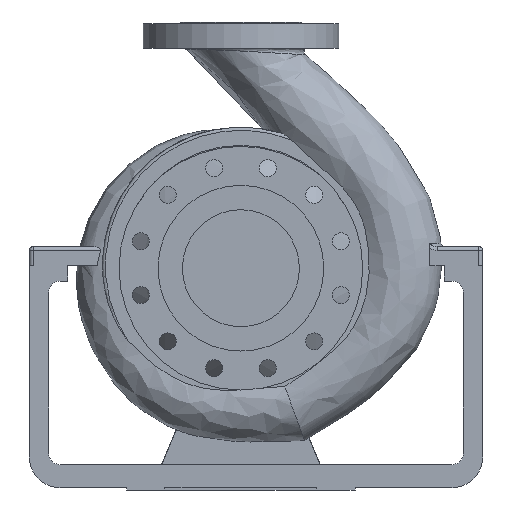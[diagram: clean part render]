
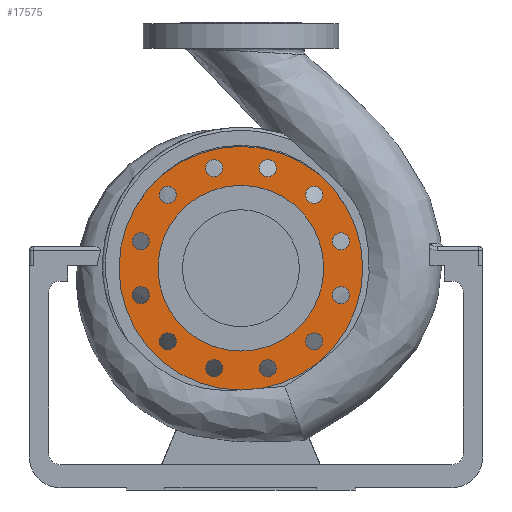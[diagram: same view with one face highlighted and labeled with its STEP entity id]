
A CAD part, front view. The second image highlights one B-rep face of the part: STEP entity #17575.
In plain terms, the highlighted planar face has unit normal (0, -1, 0).
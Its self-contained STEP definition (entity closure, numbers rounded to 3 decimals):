
#689=CIRCLE('',#18376,11.113);
#690=CIRCLE('',#18377,11.113);
#691=CIRCLE('',#18378,11.113);
#692=CIRCLE('',#18379,11.113);
#693=CIRCLE('',#18380,11.113);
#694=CIRCLE('',#18381,11.113);
#695=CIRCLE('',#18382,158.75);
#696=CIRCLE('',#18383,107.95);
#697=CIRCLE('',#18384,11.113);
#698=CIRCLE('',#18385,11.113);
#699=CIRCLE('',#18386,11.113);
#700=CIRCLE('',#18387,11.113);
#701=CIRCLE('',#18388,11.113);
#702=CIRCLE('',#18389,11.113);
#1650=ORIENTED_EDGE('',*,*,#5370,.T.);
#1651=ORIENTED_EDGE('',*,*,#5371,.T.);
#1652=ORIENTED_EDGE('',*,*,#5372,.T.);
#1653=ORIENTED_EDGE('',*,*,#5373,.T.);
#1654=ORIENTED_EDGE('',*,*,#5374,.T.);
#1655=ORIENTED_EDGE('',*,*,#5375,.T.);
#1656=ORIENTED_EDGE('',*,*,#5376,.T.);
#1657=ORIENTED_EDGE('',*,*,#5377,.F.);
#1658=ORIENTED_EDGE('',*,*,#5378,.T.);
#1659=ORIENTED_EDGE('',*,*,#5379,.T.);
#1660=ORIENTED_EDGE('',*,*,#5380,.T.);
#1661=ORIENTED_EDGE('',*,*,#5381,.T.);
#1662=ORIENTED_EDGE('',*,*,#5382,.T.);
#1663=ORIENTED_EDGE('',*,*,#5383,.T.);
#5370=EDGE_CURVE('',#7230,#7230,#689,.T.);
#5371=EDGE_CURVE('',#7231,#7231,#690,.T.);
#5372=EDGE_CURVE('',#7232,#7232,#691,.T.);
#5373=EDGE_CURVE('',#7233,#7233,#692,.T.);
#5374=EDGE_CURVE('',#7234,#7234,#693,.T.);
#5375=EDGE_CURVE('',#7235,#7235,#694,.T.);
#5376=EDGE_CURVE('',#7236,#7236,#695,.T.);
#5377=EDGE_CURVE('',#7237,#7237,#696,.T.);
#5378=EDGE_CURVE('',#7238,#7238,#697,.T.);
#5379=EDGE_CURVE('',#7239,#7239,#698,.T.);
#5380=EDGE_CURVE('',#7240,#7240,#699,.T.);
#5381=EDGE_CURVE('',#7241,#7241,#700,.T.);
#5382=EDGE_CURVE('',#7242,#7242,#701,.T.);
#5383=EDGE_CURVE('',#7243,#7243,#702,.T.);
#7230=VERTEX_POINT('',#23086);
#7231=VERTEX_POINT('',#23088);
#7232=VERTEX_POINT('',#23090);
#7233=VERTEX_POINT('',#23092);
#7234=VERTEX_POINT('',#23094);
#7235=VERTEX_POINT('',#23096);
#7236=VERTEX_POINT('',#23098);
#7237=VERTEX_POINT('',#23100);
#7238=VERTEX_POINT('',#23102);
#7239=VERTEX_POINT('',#23104);
#7240=VERTEX_POINT('',#23106);
#7241=VERTEX_POINT('',#23108);
#7242=VERTEX_POINT('',#23110);
#7243=VERTEX_POINT('',#23112);
#9903=EDGE_LOOP('',(#1650));
#9904=EDGE_LOOP('',(#1651));
#9905=EDGE_LOOP('',(#1652));
#9906=EDGE_LOOP('',(#1653));
#9907=EDGE_LOOP('',(#1654));
#9908=EDGE_LOOP('',(#1655));
#9909=EDGE_LOOP('',(#1656));
#9910=EDGE_LOOP('',(#1657));
#9911=EDGE_LOOP('',(#1658));
#9912=EDGE_LOOP('',(#1659));
#9913=EDGE_LOOP('',(#1660));
#9914=EDGE_LOOP('',(#1661));
#9915=EDGE_LOOP('',(#1662));
#9916=EDGE_LOOP('',(#1663));
#10822=FACE_BOUND('',#9903,.T.);
#10823=FACE_BOUND('',#9904,.T.);
#10824=FACE_BOUND('',#9905,.T.);
#10825=FACE_BOUND('',#9906,.T.);
#10826=FACE_BOUND('',#9907,.T.);
#10827=FACE_BOUND('',#9908,.T.);
#10828=FACE_BOUND('',#9909,.T.);
#10829=FACE_BOUND('',#9910,.T.);
#10830=FACE_BOUND('',#9911,.T.);
#10831=FACE_BOUND('',#9912,.T.);
#10832=FACE_BOUND('',#9913,.T.);
#10833=FACE_BOUND('',#9914,.T.);
#10834=FACE_BOUND('',#9915,.T.);
#10835=FACE_BOUND('',#9916,.T.);
#11741=PLANE('',#18375);
#17575=ADVANCED_FACE('',(#10822,#10823,#10824,#10825,#10826,#10827,#10828,
#10829,#10830,#10831,#10832,#10833,#10834,#10835),#11741,.T.);
#18375=AXIS2_PLACEMENT_3D('',#23084,#19628,#19629);
#18376=AXIS2_PLACEMENT_3D('',#23085,#19630,#19631);
#18377=AXIS2_PLACEMENT_3D('',#23087,#19632,#19633);
#18378=AXIS2_PLACEMENT_3D('',#23089,#19634,#19635);
#18379=AXIS2_PLACEMENT_3D('',#23091,#19636,#19637);
#18380=AXIS2_PLACEMENT_3D('',#23093,#19638,#19639);
#18381=AXIS2_PLACEMENT_3D('',#23095,#19640,#19641);
#18382=AXIS2_PLACEMENT_3D('',#23097,#19642,#19643);
#18383=AXIS2_PLACEMENT_3D('',#23099,#19644,#19645);
#18384=AXIS2_PLACEMENT_3D('',#23101,#19646,#19647);
#18385=AXIS2_PLACEMENT_3D('',#23103,#19648,#19649);
#18386=AXIS2_PLACEMENT_3D('',#23105,#19650,#19651);
#18387=AXIS2_PLACEMENT_3D('',#23107,#19652,#19653);
#18388=AXIS2_PLACEMENT_3D('',#23109,#19654,#19655);
#18389=AXIS2_PLACEMENT_3D('',#23111,#19656,#19657);
#19628=DIRECTION('',(0.,-1.,0.));
#19629=DIRECTION('',(1.,0.,0.));
#19630=DIRECTION('',(0.,1.,0.));
#19631=DIRECTION('',(0.5,0.,-0.866));
#19632=DIRECTION('',(0.,1.,0.));
#19633=DIRECTION('',(-0.5,0.,-0.866));
#19634=DIRECTION('',(0.,1.,0.));
#19635=DIRECTION('',(-1.,0.,0.));
#19636=DIRECTION('',(0.,1.,0.));
#19637=DIRECTION('',(-0.5,0.,0.866));
#19638=DIRECTION('',(0.,1.,0.));
#19639=DIRECTION('',(0.5,0.,0.866));
#19640=DIRECTION('',(0.,1.,0.));
#19641=DIRECTION('',(1.,0.,0.));
#19642=DIRECTION('',(0.,-1.,0.));
#19643=DIRECTION('',(1.,0.,0.));
#19644=DIRECTION('',(0.,-1.,0.));
#19645=DIRECTION('',(1.,0.,0.));
#19646=DIRECTION('',(0.,1.,0.));
#19647=DIRECTION('',(0.866,0.,0.5));
#19648=DIRECTION('',(0.,1.,0.));
#19649=DIRECTION('',(0.,0.,1.));
#19650=DIRECTION('',(0.,1.,0.));
#19651=DIRECTION('',(-0.866,0.,0.5));
#19652=DIRECTION('',(0.,1.,0.));
#19653=DIRECTION('',(-0.866,0.,-0.5));
#19654=DIRECTION('',(0.,1.,0.));
#19655=DIRECTION('',(0.,0.,-1.));
#19656=DIRECTION('',(0.,1.,0.));
#19657=DIRECTION('',(0.866,0.,-0.5));
#23084=CARTESIAN_POINT('',(0.,-150.4,104.75));
#23085=CARTESIAN_POINT('',(95.415,-150.4,92.215));
#23086=CARTESIAN_POINT('',(100.971,-150.4,82.592));
#23087=CARTESIAN_POINT('',(130.34,-150.4,-38.124));
#23088=CARTESIAN_POINT('',(124.783,-150.4,-47.748));
#23089=CARTESIAN_POINT('',(34.924,-150.4,-133.54));
#23090=CARTESIAN_POINT('',(23.812,-150.4,-133.54));
#23091=CARTESIAN_POINT('',(-95.415,-150.4,-98.615));
#23092=CARTESIAN_POINT('',(-100.971,-150.4,-88.992));
#23093=CARTESIAN_POINT('',(-130.34,-150.4,31.724));
#23094=CARTESIAN_POINT('',(-124.783,-150.4,41.348));
#23095=CARTESIAN_POINT('',(-34.924,-150.4,127.14));
#23096=CARTESIAN_POINT('',(-23.812,-150.4,127.14));
#23097=CARTESIAN_POINT('',(0.,-150.4,-3.2));
#23098=CARTESIAN_POINT('',(158.75,-150.4,-3.2));
#23099=CARTESIAN_POINT('',(0.,-150.4,-3.2));
#23100=CARTESIAN_POINT('',(107.95,-150.4,-3.2));
#23101=CARTESIAN_POINT('',(-95.415,-150.4,92.215));
#23102=CARTESIAN_POINT('',(-85.792,-150.4,97.771));
#23103=CARTESIAN_POINT('',(-130.34,-150.4,-38.124));
#23104=CARTESIAN_POINT('',(-130.34,-150.4,-27.012));
#23105=CARTESIAN_POINT('',(-34.924,-150.4,-133.54));
#23106=CARTESIAN_POINT('',(-44.548,-150.4,-127.983));
#23107=CARTESIAN_POINT('',(95.415,-150.4,-98.615));
#23108=CARTESIAN_POINT('',(85.792,-150.4,-104.171));
#23109=CARTESIAN_POINT('',(130.34,-150.4,31.724));
#23110=CARTESIAN_POINT('',(130.34,-150.4,20.612));
#23111=CARTESIAN_POINT('',(34.924,-150.4,127.14));
#23112=CARTESIAN_POINT('',(44.548,-150.4,121.583));
